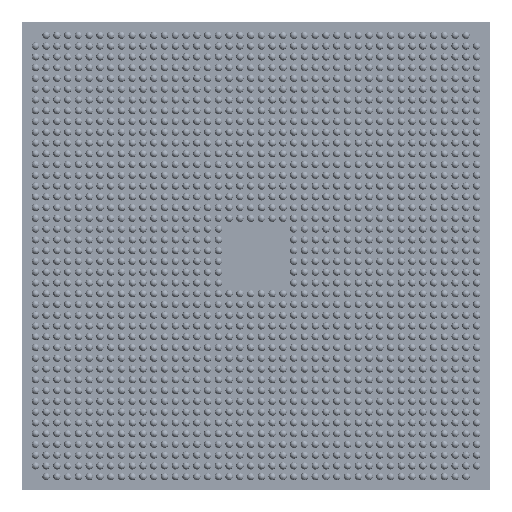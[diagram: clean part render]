
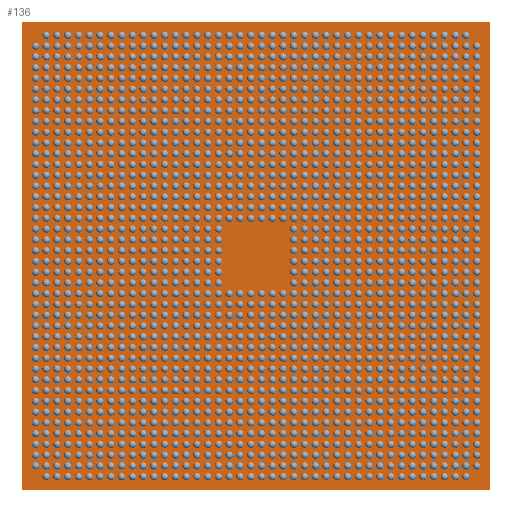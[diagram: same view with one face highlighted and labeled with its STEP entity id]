
A CAD part, left-side view. The second image highlights one B-rep face of the part: STEP entity #136.
In plain terms, the highlighted planar face has unit normal (-1, 0, 0).
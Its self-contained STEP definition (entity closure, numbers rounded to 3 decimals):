
#20=DIRECTION('',(0.,0.,1.));
#21=VECTOR('',#20,40.);
#22=CARTESIAN_POINT('',(0.,20.,-20.));
#23=LINE('',#22,#21);
#28=DIRECTION('',(0.,-1.,0.));
#29=VECTOR('',#28,40.);
#30=CARTESIAN_POINT('',(0.,20.,20.));
#31=LINE('',#30,#29);
#35=DIRECTION('',(0.,0.,-1.));
#36=VECTOR('',#35,40.);
#37=CARTESIAN_POINT('',(0.,-20.,20.));
#38=LINE('',#37,#36);
#42=DIRECTION('',(0.,1.,0.));
#43=VECTOR('',#42,40.);
#44=CARTESIAN_POINT('',(0.,-20.,-20.));
#45=LINE('',#44,#43);
#105=CARTESIAN_POINT('',(0.,20.,-20.));
#106=CARTESIAN_POINT('',(0.,20.,20.));
#107=VERTEX_POINT('',#105);
#108=VERTEX_POINT('',#106);
#109=CARTESIAN_POINT('',(0.,-20.,20.));
#110=VERTEX_POINT('',#109);
#111=CARTESIAN_POINT('',(0.,-20.,-20.));
#112=VERTEX_POINT('',#111);
#121=CARTESIAN_POINT('',(0.,0.,0.));
#122=DIRECTION('',(1.,0.,0.));
#123=DIRECTION('',(0.,-1.,0.));
#124=AXIS2_PLACEMENT_3D('',#121,#122,#123);
#125=PLANE('',#124);
#127=ORIENTED_EDGE('',*,*,#126,.T.);
#129=ORIENTED_EDGE('',*,*,#128,.T.);
#131=ORIENTED_EDGE('',*,*,#130,.T.);
#133=ORIENTED_EDGE('',*,*,#132,.T.);
#134=EDGE_LOOP('',(#127,#129,#131,#133));
#135=FACE_OUTER_BOUND('',#134,.F.);
#126=EDGE_CURVE('',#107,#108,#23,.T.);
#128=EDGE_CURVE('',#108,#110,#31,.T.);
#130=EDGE_CURVE('',#110,#112,#38,.T.);
#132=EDGE_CURVE('',#112,#107,#45,.T.);
#136=ADVANCED_FACE('',(#135),#125,.F.);
